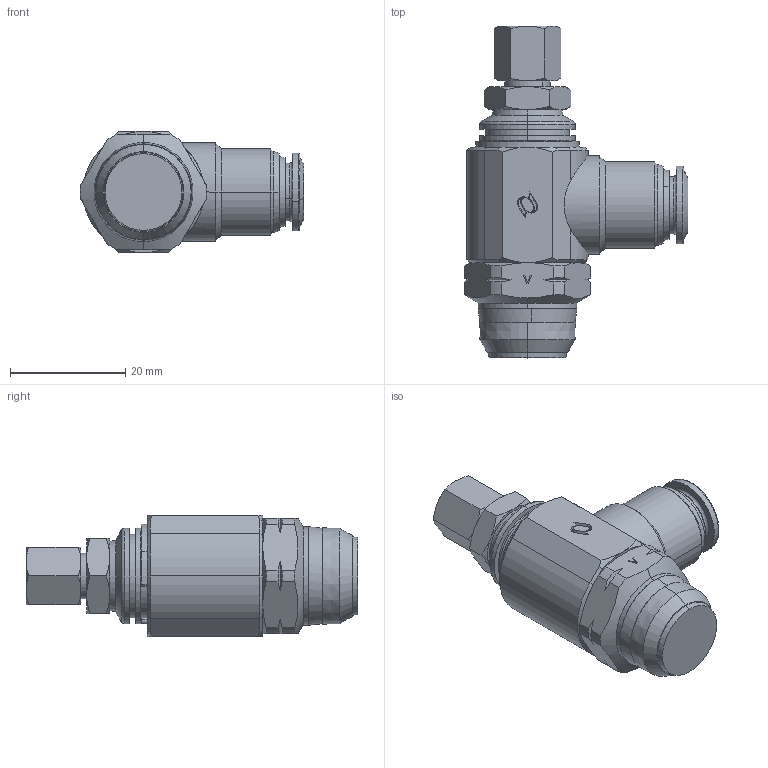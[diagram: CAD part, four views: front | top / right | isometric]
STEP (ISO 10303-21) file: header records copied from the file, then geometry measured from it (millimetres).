
FILE_DESCRIPTION (( 'STEP AP214' ), '1' );
FILE_NAME ('5791500016A.step', '2012-10-22T17:41:28', ( '' ), ( '' ), 'SwSTEP 2.0', 'SolidWorks 2012', '' );
FILE_SCHEMA (( 'AUTOMOTIVE_DESIGN' ));
Length unit declared in the file: millimetre
Products named in the file (1): 5791500016A
Bounding box: 38.79 x 57.5 x 21 mm (x, y, z)
Volume: 17066.5 mm3; surface area: 4992.3 mm2
Topology: 1 solids, 1 shells, 233 faces, 564 edges, 351 vertices
Faces by surface type: cone 96, plane 81, cylinder 46, torus 8, bspline 2
Entity records: 8305 total; most frequent: CARTESIAN_POINT 1843, ORIENTED_EDGE 1128, DIRECTION 1111, EDGE_CURVE 564, AXIS2_PLACEMENT_3D 449, VERTEX_POINT 351, EDGE_LOOP 251, ADVANCED_FACE 233
